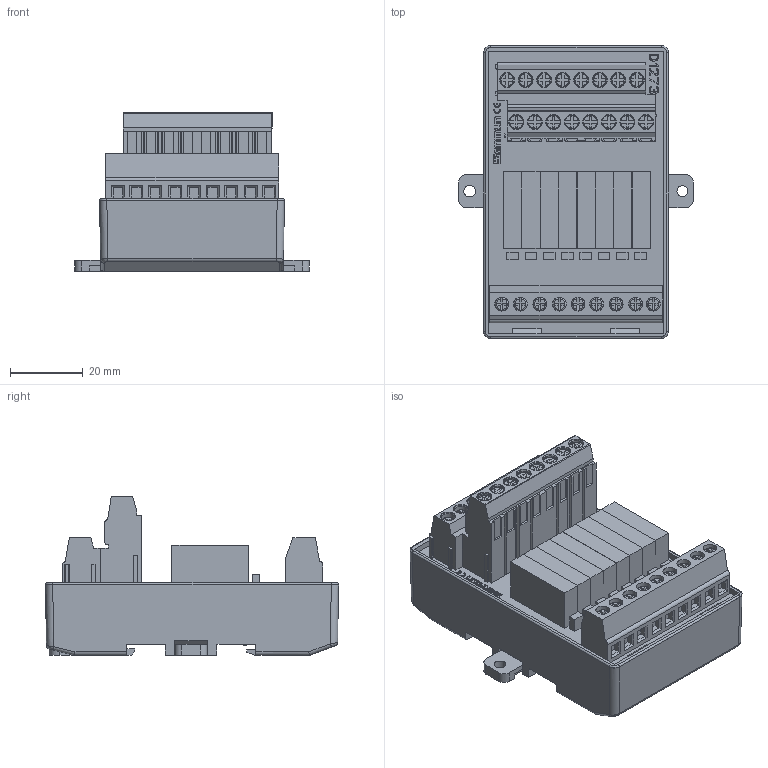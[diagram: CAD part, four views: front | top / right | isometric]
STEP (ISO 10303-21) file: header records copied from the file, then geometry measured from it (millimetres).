
FILE_DESCRIPTION(/* description */ (''),/* implementation_level */ '2;1');
FILE_NAME(/* name */ 'D1273-E.stp',/* time_stamp */ '2024-08-15T08:42:23+08:00',/* author */ (''),/* organization */ (''),/* preprocessor_version */ 'ST-DEVELOPER v14',/* originating_system */ 'SIEMENS PLM Software NX 8.0',/* authorisation */ '');
FILE_SCHEMA (('AUTOMOTIVE_DESIGN { 1 0 10303 214 3 1 1 1 }'));
Length unit declared in the file: millimetre
Products named in the file (1): Admi1F2CD3808ga5
Bounding box: 64.37 x 80.4 x 43.55 mm (x, y, z)
Volume: 98301.3 mm3; surface area: 29766.1 mm2
Topology: 3 solids, 9 shells, 1352 faces, 3506 edges, 2289 vertices
Faces by surface type: plane 1063, cylinder 160, torus 66, cone 38, extrusion 13, bspline 12
Full cylindrical faces by diameter (mm): 3 x1, 3.2 x1, 3.8 x9, 4.1 x16, 4.13 x16
Entity records: 43486 total; most frequent: CARTESIAN_POINT 9857, ORIENTED_EDGE 6842, DIRECTION 6204, EDGE_CURVE 3421, VECTOR 2716, LINE 2703, VERTEX_POINT 2263, AXIS2_PLACEMENT_3D 1744
